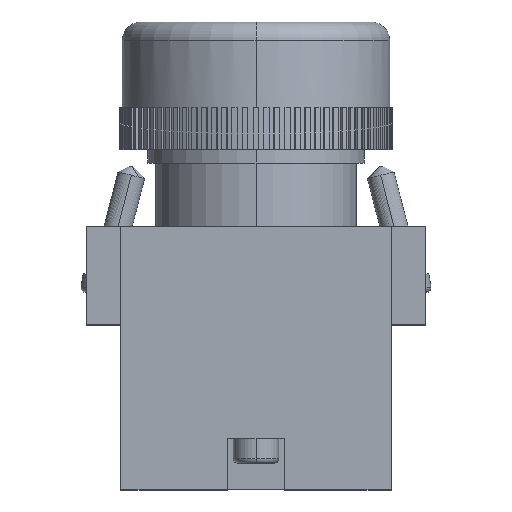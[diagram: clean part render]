
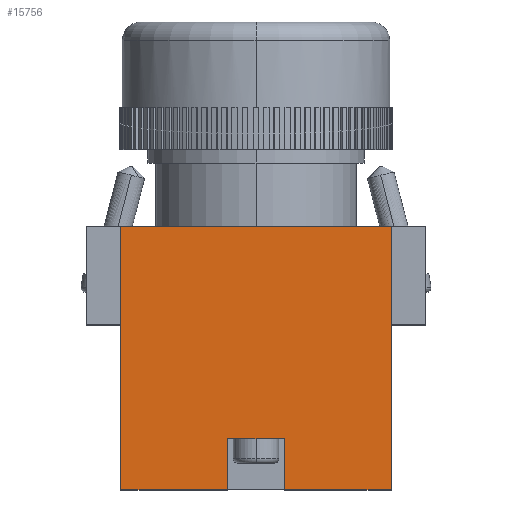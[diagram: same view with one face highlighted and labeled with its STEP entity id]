
A CAD part, top view. The second image highlights one B-rep face of the part: STEP entity #15756.
In plain terms, the highlighted planar face has unit normal (0, 0, 1).
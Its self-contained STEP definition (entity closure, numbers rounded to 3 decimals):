
#14 = CARTESIAN_POINT ( 'NONE',  ( 29.7, 18.1, 0. ) ) ;
#31 = LINE ( 'NONE', #10913, #6922 ) ;
#80 = DIRECTION ( 'NONE',  ( 0., 0., -1. ) ) ;
#342 = EDGE_CURVE ( 'NONE', #4387, #18092, #14389, .T. ) ;
#1333 = CARTESIAN_POINT ( 'NONE',  ( 14.85, 5.6, 0. ) ) ;
#1398 = DIRECTION ( 'NONE',  ( -1., 0., 0. ) ) ;
#1940 = VERTEX_POINT ( 'NONE', #5232 ) ;
#2043 = FACE_OUTER_BOUND ( 'NONE', #7038, .T. ) ;
#2047 = CARTESIAN_POINT ( 'NONE',  ( 11.7, 5.6, 0. ) ) ;
#2136 = LINE ( 'NONE', #14893, #13705 ) ;
#2759 = VECTOR ( 'NONE', #12198, 1000. ) ;
#3189 = VECTOR ( 'NONE', #7520, 1000. ) ;
#3349 = EDGE_CURVE ( 'NONE', #17919, #17213, #4826, .T. ) ;
#3409 = EDGE_CURVE ( 'NONE', #18742, #1940, #3438, .T. ) ;
#3438 = LINE ( 'NONE', #16200, #11645 ) ;
#4100 = CARTESIAN_POINT ( 'NONE',  ( 14.85, 5.6, 0. ) ) ;
#4387 = VERTEX_POINT ( 'NONE', #4100 ) ;
#4435 = DIRECTION ( 'NONE',  ( -1., 0., 0. ) ) ;
#4621 = LINE ( 'NONE', #16561, #16570 ) ;
#4826 = LINE ( 'NONE', #17222, #12089 ) ;
#5232 = CARTESIAN_POINT ( 'NONE',  ( 11.7, 0., 0. ) ) ;
#5293 = CARTESIAN_POINT ( 'NONE',  ( 18., 0., 0. ) ) ;
#5379 = EDGE_CURVE ( 'NONE', #9367, #16258, #4621, .T. ) ;
#5934 = CARTESIAN_POINT ( 'NONE',  ( 14.85, 5.6, 0. ) ) ;
#6261 = EDGE_CURVE ( 'NONE', #18092, #1940, #31, .T. ) ;
#6922 = VECTOR ( 'NONE', #10826, 1000. ) ;
#6986 = ORIENTED_EDGE ( 'NONE', *, *, #13689, .F. ) ;
#7038 = EDGE_LOOP ( 'NONE', ( #6986, #7204, #7294, #7450, #7709, #7866, #8045, #8174, #8415 ) ) ;
#7059 = CARTESIAN_POINT ( 'NONE',  ( 0., 0., 0. ) ) ;
#7204 = ORIENTED_EDGE ( 'NONE', *, *, #3349, .T. ) ;
#7294 = ORIENTED_EDGE ( 'NONE', *, *, #9139, .T. ) ;
#7450 = ORIENTED_EDGE ( 'NONE', *, *, #5379, .F. ) ;
#7466 = CARTESIAN_POINT ( 'NONE',  ( 0., 18.1, 0. ) ) ;
#7520 = DIRECTION ( 'NONE',  ( 0., -1., 0. ) ) ;
#7709 = ORIENTED_EDGE ( 'NONE', *, *, #7997, .F. ) ;
#7866 = ORIENTED_EDGE ( 'NONE', *, *, #9604, .T. ) ;
#7997 = EDGE_CURVE ( 'NONE', #9201, #9367, #2136, .T. ) ;
#8045 = ORIENTED_EDGE ( 'NONE', *, *, #3409, .T. ) ;
#8174 = ORIENTED_EDGE ( 'NONE', *, *, #6261, .F. ) ;
#8415 = ORIENTED_EDGE ( 'NONE', *, *, #342, .F. ) ;
#8594 = VECTOR ( 'NONE', #4435, 1000. ) ;
#8855 = PLANE ( 'NONE',  #18263 ) ;
#9059 = LINE ( 'NONE', #5934, #8594 ) ;
#9139 = EDGE_CURVE ( 'NONE', #17213, #16258, #10552, .T. ) ;
#9201 = VERTEX_POINT ( 'NONE', #12094 ) ;
#9367 = VERTEX_POINT ( 'NONE', #10800 ) ;
#9604 = EDGE_CURVE ( 'NONE', #9201, #18742, #10970, .T. ) ;
#10305 = DIRECTION ( 'NONE',  ( -1., 0., 0. ) ) ;
#10470 = CARTESIAN_POINT ( 'NONE',  ( 29.7, 0., 0. ) ) ;
#10552 = LINE ( 'NONE', #12333, #2759 ) ;
#10800 = CARTESIAN_POINT ( 'NONE',  ( 29.7, 28.9, 0. ) ) ;
#10826 = DIRECTION ( 'NONE',  ( 0., -1., 0. ) ) ;
#10913 = CARTESIAN_POINT ( 'NONE',  ( 11.7, 5.6, 0. ) ) ;
#10970 = LINE ( 'NONE', #7466, #3189 ) ;
#11645 = VECTOR ( 'NONE', #16221, 1000. ) ;
#12089 = VECTOR ( 'NONE', #17158, 1000. ) ;
#12094 = CARTESIAN_POINT ( 'NONE',  ( 0., 28.9, 0. ) ) ;
#12198 = DIRECTION ( 'NONE',  ( 1., 0., 0. ) ) ;
#12333 = CARTESIAN_POINT ( 'NONE',  ( 29.7, 0., 0. ) ) ;
#13689 = EDGE_CURVE ( 'NONE', #17919, #4387, #9059, .T. ) ;
#13705 = VECTOR ( 'NONE', #14250, 1000. ) ;
#14250 = DIRECTION ( 'NONE',  ( 1., 0., 0. ) ) ;
#14389 = LINE ( 'NONE', #1333, #17699 ) ;
#14893 = CARTESIAN_POINT ( 'NONE',  ( 0., 28.9, 0. ) ) ;
#15756 = ADVANCED_FACE ( 'NONE', ( #2043 ), #8855, .F. ) ;
#16200 = CARTESIAN_POINT ( 'NONE',  ( 29.7, 0., 0. ) ) ;
#16221 = DIRECTION ( 'NONE',  ( 1., 0., 0. ) ) ;
#16258 = VERTEX_POINT ( 'NONE', #10470 ) ;
#16528 = DIRECTION ( 'NONE',  ( 0., -1., 0. ) ) ;
#16561 = CARTESIAN_POINT ( 'NONE',  ( 29.7, 18.1, 0. ) ) ;
#16570 = VECTOR ( 'NONE', #16528, 1000. ) ;
#17158 = DIRECTION ( 'NONE',  ( 0., -1., 0. ) ) ;
#17213 = VERTEX_POINT ( 'NONE', #5293 ) ;
#17222 = CARTESIAN_POINT ( 'NONE',  ( 18., 5.6, 0. ) ) ;
#17699 = VECTOR ( 'NONE', #1398, 1000. ) ;
#17919 = VERTEX_POINT ( 'NONE', #18676 ) ;
#18092 = VERTEX_POINT ( 'NONE', #2047 ) ;
#18263 = AXIS2_PLACEMENT_3D ( 'NONE', #14, #80, #10305 ) ;
#18676 = CARTESIAN_POINT ( 'NONE',  ( 18., 5.6, 0. ) ) ;
#18742 = VERTEX_POINT ( 'NONE', #7059 ) ;
